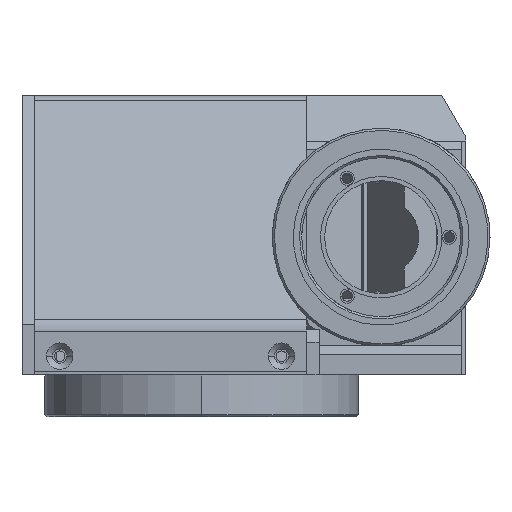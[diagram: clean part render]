
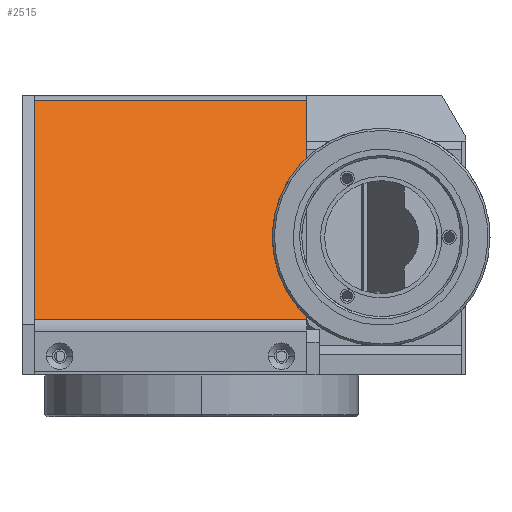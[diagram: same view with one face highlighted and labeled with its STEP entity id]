
A CAD part, left-side view. The second image highlights one B-rep face of the part: STEP entity #2515.
In plain terms, the highlighted planar face has unit normal (-0.707, 0, 0.707).
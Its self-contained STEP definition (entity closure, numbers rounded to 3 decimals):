
#50 = CARTESIAN_POINT ( 'NONE',  ( 18.581, 69., 32.828 ) ) ;
#508 = CARTESIAN_POINT ( 'NONE',  ( -34.414, 69., -20.167 ) ) ;
#777 = EDGE_CURVE ( 'NONE', #7483, #4082, #5539, .T. ) ;
#789 = DIRECTION ( 'NONE',  ( 0.707, 0., 0.707 ) ) ;
#998 = DIRECTION ( 'NONE',  ( -0.707, 0., -0.707 ) ) ;
#1010 = CARTESIAN_POINT ( 'NONE',  ( -34.414, 4., -20.167 ) ) ;
#1111 = EDGE_CURVE ( 'NONE', #9914, #1555, #7311, .T. ) ;
#1168 = EDGE_CURVE ( 'NONE', #1555, #7483, #6816, .T. ) ;
#1198 = EDGE_CURVE ( 'NONE', #4082, #9914, #6525, .T. ) ;
#1555 = VERTEX_POINT ( 'NONE', #10739 ) ;
#1644 = FACE_OUTER_BOUND ( 'NONE', #4744, .T. ) ;
#1666 = DIRECTION ( 'NONE',  ( 0., -1., 0. ) ) ;
#2025 = CARTESIAN_POINT ( 'NONE',  ( 18.581, 104., 32.828 ) ) ;
#2515 = ADVANCED_FACE ( 'NONE', ( #1644 ), #9557, .T. ) ;
#4082 = VERTEX_POINT ( 'NONE', #4832 ) ;
#4614 = DIRECTION ( 'NONE',  ( 0.707, 0., 0.707 ) ) ;
#4636 = VECTOR ( 'NONE', #998, 1000. ) ;
#4744 = EDGE_LOOP ( 'NONE', ( #12361, #12416, #12429, #11703 ) ) ;
#4832 = CARTESIAN_POINT ( 'NONE',  ( -33.828, 69., -19.581 ) ) ;
#5539 = LINE ( 'NONE', #8576, #6889 ) ;
#5553 = CARTESIAN_POINT ( 'NONE',  ( -33.828, 4., -19.581 ) ) ;
#6147 = AXIS2_PLACEMENT_3D ( 'NONE', #8863, #8783, #4614 ) ;
#6525 = LINE ( 'NONE', #508, #7896 ) ;
#6816 = LINE ( 'NONE', #1010, #4636 ) ;
#6889 = VECTOR ( 'NONE', #8574, 1000. ) ;
#7256 = VECTOR ( 'NONE', #1666, 1000. ) ;
#7311 = LINE ( 'NONE', #2025, #7256 ) ;
#7483 = VERTEX_POINT ( 'NONE', #5553 ) ;
#7896 = VECTOR ( 'NONE', #789, 1000. ) ;
#8574 = DIRECTION ( 'NONE',  ( 0., 1., 0. ) ) ;
#8576 = CARTESIAN_POINT ( 'NONE',  ( -33.828, 104., -19.581 ) ) ;
#8783 = DIRECTION ( 'NONE',  ( -0.707, 0., 0.707 ) ) ;
#8863 = CARTESIAN_POINT ( 'NONE',  ( -34.414, 104., -20.167 ) ) ;
#9557 = PLANE ( 'NONE',  #6147 ) ;
#9914 = VERTEX_POINT ( 'NONE', #50 ) ;
#10739 = CARTESIAN_POINT ( 'NONE',  ( 18.581, 4., 32.828 ) ) ;
#11703 = ORIENTED_EDGE ( 'NONE', *, *, #777, .F. ) ;
#12361 = ORIENTED_EDGE ( 'NONE', *, *, #1168, .F. ) ;
#12416 = ORIENTED_EDGE ( 'NONE', *, *, #1111, .F. ) ;
#12429 = ORIENTED_EDGE ( 'NONE', *, *, #1198, .F. ) ;
